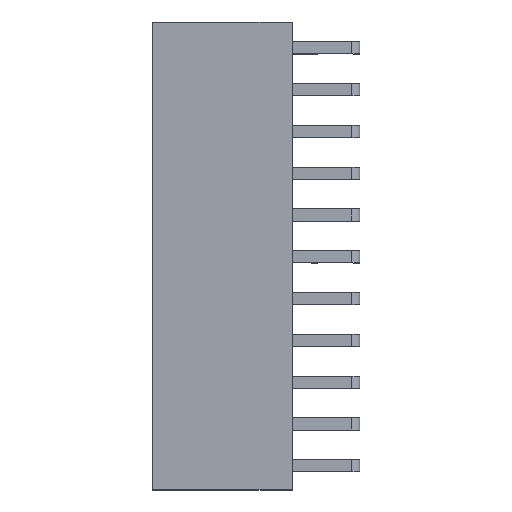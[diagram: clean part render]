
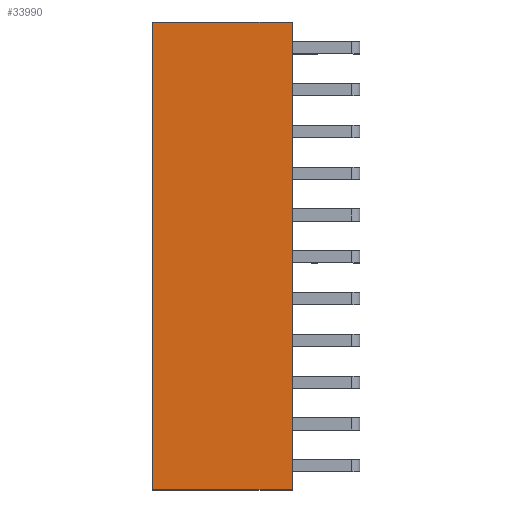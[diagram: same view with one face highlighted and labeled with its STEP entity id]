
A CAD part, top view. The second image highlights one B-rep face of the part: STEP entity #33990.
In plain terms, the highlighted face is planar.
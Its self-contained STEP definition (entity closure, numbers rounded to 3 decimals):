
#3596=ORIENTED_EDGE('',*,*,#9892,.T.);
#3597=ORIENTED_EDGE('',*,*,#9893,.T.);
#3598=ORIENTED_EDGE('',*,*,#9894,.T.);
#3599=ORIENTED_EDGE('',*,*,#9895,.T.);
#9892=EDGE_CURVE('',#12842,#12843,#15410,.T.);
#9893=EDGE_CURVE('',#12843,#12844,#15411,.T.);
#9894=EDGE_CURVE('',#12844,#12845,#15412,.T.);
#9895=EDGE_CURVE('',#12845,#12842,#15413,.T.);
#12842=VERTEX_POINT('',#47703);
#12843=VERTEX_POINT('',#47704);
#12844=VERTEX_POINT('',#47706);
#12845=VERTEX_POINT('',#47708);
#15410=LINE('',#47702,#18492);
#15411=LINE('',#47705,#18493);
#15412=LINE('',#47707,#18494);
#15413=LINE('',#47709,#18495);
#18492=VECTOR('',#39840,1000.);
#18493=VECTOR('',#39841,1000.);
#18494=VECTOR('',#39842,1000.);
#18495=VECTOR('',#39843,1000.);
#20072=EDGE_LOOP('',(#3596,#3597,#3598,#3599));
#21512=FACE_BOUND('',#20072,.T.);
#22952=PLANE('',#35481);
#33990=ADVANCED_FACE('',(#21512),#22952,.T.);
#35481=AXIS2_PLACEMENT_3D('',#47701,#39838,#39839);
#39838=DIRECTION('',(0.,1.,0.));
#39839=DIRECTION('',(0.,0.,1.));
#39840=DIRECTION('',(0.,0.,1.));
#39841=DIRECTION('',(1.,0.,0.));
#39842=DIRECTION('',(0.,0.,-1.));
#39843=DIRECTION('',(-1.,0.,0.));
#47701=CARTESIAN_POINT('',(0.,2.5,0.));
#47702=CARTESIAN_POINT('',(-14.22,2.5,-4.25));
#47703=CARTESIAN_POINT('',(-14.22,2.5,-4.25));
#47704=CARTESIAN_POINT('',(-14.22,2.5,4.25));
#47705=CARTESIAN_POINT('',(-14.22,2.5,4.25));
#47706=CARTESIAN_POINT('',(14.22,2.5,4.25));
#47707=CARTESIAN_POINT('',(14.22,2.5,4.25));
#47708=CARTESIAN_POINT('',(14.22,2.5,-4.25));
#47709=CARTESIAN_POINT('',(14.22,2.5,-4.25));
